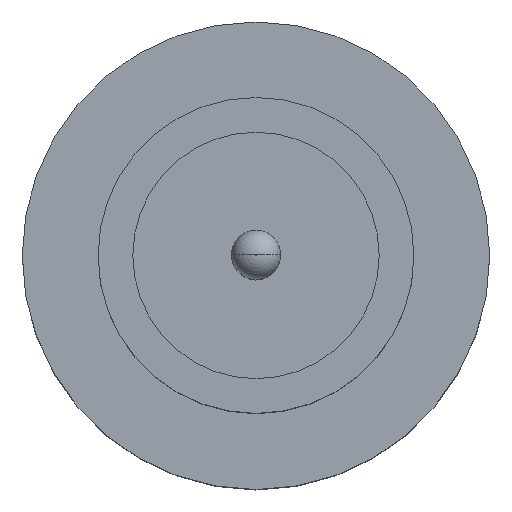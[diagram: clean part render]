
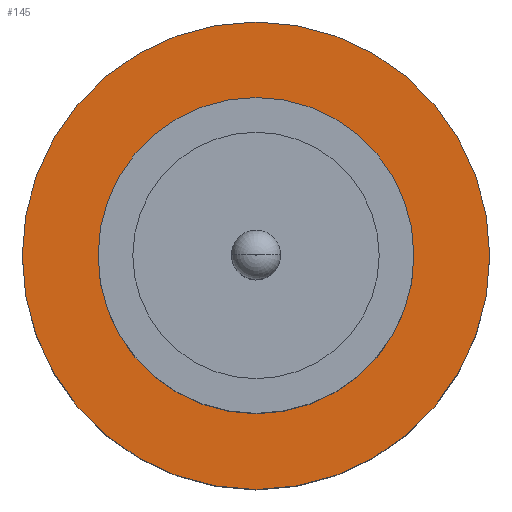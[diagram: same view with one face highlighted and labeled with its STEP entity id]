
A CAD part, top view. The second image highlights one B-rep face of the part: STEP entity #145.
In plain terms, the highlighted planar face has unit normal (0, 0, 1).
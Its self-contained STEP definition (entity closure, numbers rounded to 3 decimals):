
#12 = AXIS2_PLACEMENT_3D ( 'NONE', #55, #167, #246 ) ;
#13 = CARTESIAN_POINT ( 'NONE',  ( 0., 0., 1.55 ) ) ;
#32 = FACE_OUTER_BOUND ( 'NONE', #541, .T. ) ;
#55 = CARTESIAN_POINT ( 'NONE',  ( 0., 0., 1.55 ) ) ;
#57 = VERTEX_POINT ( 'NONE', #648 ) ;
#78 = DIRECTION ( 'NONE',  ( 1., 0., 0. ) ) ;
#81 = VERTEX_POINT ( 'NONE', #478 ) ;
#102 = EDGE_CURVE ( 'NONE', #81, #378, #452, .T. ) ;
#145 = ADVANCED_FACE ( 'NONE', ( #365, #32 ), #652, .T. ) ;
#154 = DIRECTION ( 'NONE',  ( 0., 0., 1. ) ) ;
#155 = DIRECTION ( 'NONE',  ( 1., 0., 0. ) ) ;
#167 = DIRECTION ( 'NONE',  ( 0., 0., 1. ) ) ;
#171 = AXIS2_PLACEMENT_3D ( 'NONE', #415, #154, #155 ) ;
#195 = ORIENTED_EDGE ( 'NONE', *, *, #383, .F. ) ;
#197 = DIRECTION ( 'NONE',  ( 0., 0., 1. ) ) ;
#246 = DIRECTION ( 'NONE',  ( 1., 0., 0. ) ) ;
#250 = AXIS2_PLACEMENT_3D ( 'NONE', #597, #284, #657 ) ;
#253 = EDGE_CURVE ( 'NONE', #632, #57, #565, .T. ) ;
#255 = ORIENTED_EDGE ( 'NONE', *, *, #713, .T. ) ;
#274 = CIRCLE ( 'NONE', #12, 1.25 ) ;
#284 = DIRECTION ( 'NONE',  ( 0., 0., 1. ) ) ;
#305 = EDGE_LOOP ( 'NONE', ( #195, #445 ) ) ;
#315 = CARTESIAN_POINT ( 'NONE',  ( -1.25, 0., 1.55 ) ) ;
#351 = CARTESIAN_POINT ( 'NONE',  ( 0., 0., 1.55 ) ) ;
#365 = FACE_BOUND ( 'NONE', #305, .T. ) ;
#376 = DIRECTION ( 'NONE',  ( 0., 0., 1. ) ) ;
#378 = VERTEX_POINT ( 'NONE', #676 ) ;
#380 = AXIS2_PLACEMENT_3D ( 'NONE', #13, #197, #78 ) ;
#383 = EDGE_CURVE ( 'NONE', #57, #632, #274, .T. ) ;
#415 = CARTESIAN_POINT ( 'NONE',  ( 0., 0., 1.55 ) ) ;
#445 = ORIENTED_EDGE ( 'NONE', *, *, #253, .F. ) ;
#452 = CIRCLE ( 'NONE', #171, 1.85 ) ;
#478 = CARTESIAN_POINT ( 'NONE',  ( 1.85, 0., 1.55 ) ) ;
#537 = AXIS2_PLACEMENT_3D ( 'NONE', #351, #376, #544 ) ;
#541 = EDGE_LOOP ( 'NONE', ( #255, #586 ) ) ;
#544 = DIRECTION ( 'NONE',  ( 1., 0., 0. ) ) ;
#565 = CIRCLE ( 'NONE', #537, 1.25 ) ;
#586 = ORIENTED_EDGE ( 'NONE', *, *, #102, .T. ) ;
#597 = CARTESIAN_POINT ( 'NONE',  ( 0., 0., 1.55 ) ) ;
#616 = CIRCLE ( 'NONE', #380, 1.85 ) ;
#632 = VERTEX_POINT ( 'NONE', #315 ) ;
#648 = CARTESIAN_POINT ( 'NONE',  ( 1.25, 0., 1.55 ) ) ;
#652 = PLANE ( 'NONE',  #250 ) ;
#657 = DIRECTION ( 'NONE',  ( 1., 0., 0. ) ) ;
#676 = CARTESIAN_POINT ( 'NONE',  ( -1.85, 0., 1.55 ) ) ;
#713 = EDGE_CURVE ( 'NONE', #378, #81, #616, .T. ) ;
